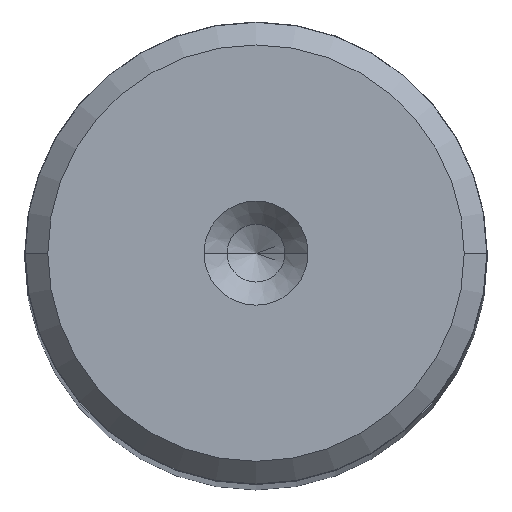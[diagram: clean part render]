
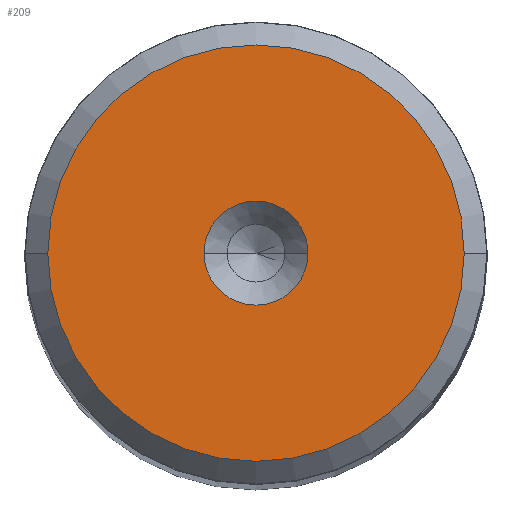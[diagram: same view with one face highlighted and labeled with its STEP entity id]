
A CAD part, top view. The second image highlights one B-rep face of the part: STEP entity #209.
In plain terms, the highlighted planar face has unit normal (0, 0, 1).
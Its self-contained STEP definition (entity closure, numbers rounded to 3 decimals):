
#36 = CARTESIAN_POINT ( 'NONE',  ( -2.25, 0., 140. ) ) ;
#49 = DIRECTION ( 'NONE',  ( 0., 0., 1. ) ) ;
#84 = DIRECTION ( 'NONE',  ( 0., 0., 1. ) ) ;
#111 = CIRCLE ( 'NONE', #2046, 9.009 ) ;
#133 = CARTESIAN_POINT ( 'NONE',  ( 0., 0., 140. ) ) ;
#166 = DIRECTION ( 'NONE',  ( 1., 0., 0. ) ) ;
#177 = AXIS2_PLACEMENT_3D ( 'NONE', #1932, #1789, #1283 ) ;
#194 = CARTESIAN_POINT ( 'NONE',  ( 2.25, 0., 140. ) ) ;
#209 = ADVANCED_FACE ( 'NONE', ( #715, #1944 ), #486, .T. ) ;
#220 = CIRCLE ( 'NONE', #1824, 2.25 ) ;
#302 = VERTEX_POINT ( 'NONE', #1144 ) ;
#386 = DIRECTION ( 'NONE',  ( 1., 0., 0. ) ) ;
#486 = PLANE ( 'NONE',  #597 ) ;
#536 = VERTEX_POINT ( 'NONE', #36 ) ;
#545 = ORIENTED_EDGE ( 'NONE', *, *, #1778, .T. ) ;
#597 = AXIS2_PLACEMENT_3D ( 'NONE', #133, #2146, #977 ) ;
#612 = EDGE_LOOP ( 'NONE', ( #1709, #545 ) ) ;
#638 = ORIENTED_EDGE ( 'NONE', *, *, #1544, .F. ) ;
#648 = DIRECTION ( 'NONE',  ( 0., 0., 1. ) ) ;
#683 = CIRCLE ( 'NONE', #1230, 2.25 ) ;
#688 = EDGE_CURVE ( 'NONE', #1732, #536, #683, .T. ) ;
#715 = FACE_BOUND ( 'NONE', #1374, .T. ) ;
#876 = VERTEX_POINT ( 'NONE', #1146 ) ;
#900 = ORIENTED_EDGE ( 'NONE', *, *, #688, .F. ) ;
#914 = CARTESIAN_POINT ( 'NONE',  ( 0., 0., 140. ) ) ;
#977 = DIRECTION ( 'NONE',  ( 1., 0., 0. ) ) ;
#1052 = CARTESIAN_POINT ( 'NONE',  ( 0., 0., 140. ) ) ;
#1092 = EDGE_CURVE ( 'NONE', #302, #876, #1730, .T. ) ;
#1144 = CARTESIAN_POINT ( 'NONE',  ( -9.009, 0., 140. ) ) ;
#1146 = CARTESIAN_POINT ( 'NONE',  ( 9.009, 0., 140. ) ) ;
#1230 = AXIS2_PLACEMENT_3D ( 'NONE', #1805, #648, #166 ) ;
#1283 = DIRECTION ( 'NONE',  ( 1., 0., 0. ) ) ;
#1374 = EDGE_LOOP ( 'NONE', ( #900, #638 ) ) ;
#1544 = EDGE_CURVE ( 'NONE', #536, #1732, #220, .T. ) ;
#1709 = ORIENTED_EDGE ( 'NONE', *, *, #1092, .T. ) ;
#1730 = CIRCLE ( 'NONE', #177, 9.009 ) ;
#1732 = VERTEX_POINT ( 'NONE', #194 ) ;
#1778 = EDGE_CURVE ( 'NONE', #876, #302, #111, .T. ) ;
#1789 = DIRECTION ( 'NONE',  ( 0., 0., 1. ) ) ;
#1805 = CARTESIAN_POINT ( 'NONE',  ( 0., 0., 140. ) ) ;
#1824 = AXIS2_PLACEMENT_3D ( 'NONE', #1052, #49, #386 ) ;
#1932 = CARTESIAN_POINT ( 'NONE',  ( 0., 0., 140. ) ) ;
#1944 = FACE_OUTER_BOUND ( 'NONE', #612, .T. ) ;
#2046 = AXIS2_PLACEMENT_3D ( 'NONE', #914, #84, #2164 ) ;
#2146 = DIRECTION ( 'NONE',  ( 0., 0., 1. ) ) ;
#2164 = DIRECTION ( 'NONE',  ( 1., 0., 0. ) ) ;
